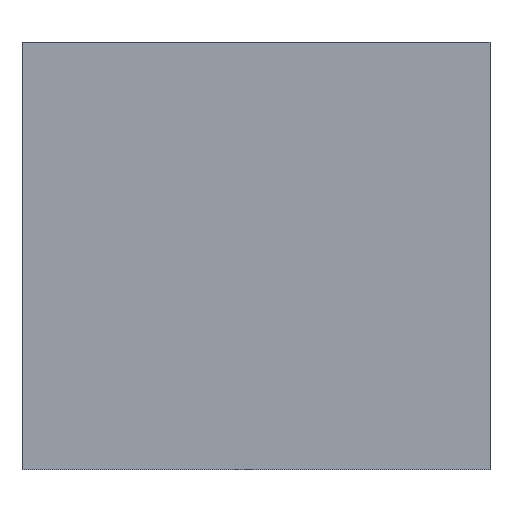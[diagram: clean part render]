
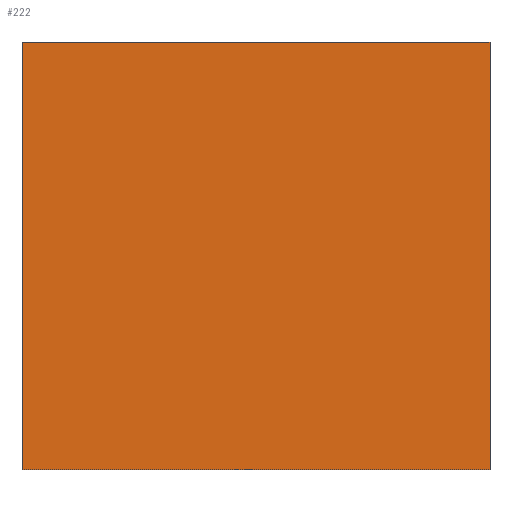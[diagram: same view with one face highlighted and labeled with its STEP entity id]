
A CAD part, front view. The second image highlights one B-rep face of the part: STEP entity #222.
In plain terms, the highlighted planar face has unit normal (0, -1, 0).
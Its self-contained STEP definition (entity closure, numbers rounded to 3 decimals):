
#1 = CARTESIAN_POINT ( 'NONE',  ( -13.131, -2., -12.002 ) ) ;
#12 = PLANE ( 'NONE',  #177 ) ;
#39 = ORIENTED_EDGE ( 'NONE', *, *, #336, .F. ) ;
#46 = DIRECTION ( 'NONE',  ( 1., 0., 0. ) ) ;
#62 = LINE ( 'NONE', #201, #180 ) ;
#91 = EDGE_CURVE ( 'NONE', #160, #247, #294, .T. ) ;
#120 = ORIENTED_EDGE ( 'NONE', *, *, #261, .F. ) ;
#126 = LINE ( 'NONE', #232, #404 ) ;
#131 = DIRECTION ( 'NONE',  ( 0., 0., 1. ) ) ;
#134 = DIRECTION ( 'NONE',  ( 0., 1., 0. ) ) ;
#137 = VERTEX_POINT ( 'NONE', #338 ) ;
#160 = VERTEX_POINT ( 'NONE', #363 ) ;
#168 = CARTESIAN_POINT ( 'NONE',  ( -13.131, -2., -12.002 ) ) ;
#171 = ORIENTED_EDGE ( 'NONE', *, *, #186, .F. ) ;
#177 = AXIS2_PLACEMENT_3D ( 'NONE', #304, #134, #131 ) ;
#180 = VECTOR ( 'NONE', #46, 1000. ) ;
#186 = EDGE_CURVE ( 'NONE', #382, #137, #62, .T. ) ;
#201 = CARTESIAN_POINT ( 'NONE',  ( -13.131, -2., 12.002 ) ) ;
#210 = CARTESIAN_POINT ( 'NONE',  ( -13.131, -2., 12.002 ) ) ;
#222 = ADVANCED_FACE ( 'NONE', ( #311 ), #12, .F. ) ;
#232 = CARTESIAN_POINT ( 'NONE',  ( 13.131, -2., -12.002 ) ) ;
#235 = VECTOR ( 'NONE', #364, 1000. ) ;
#247 = VERTEX_POINT ( 'NONE', #168 ) ;
#254 = DIRECTION ( 'NONE',  ( -1., 0., 0. ) ) ;
#261 = EDGE_CURVE ( 'NONE', #247, #382, #359, .T. ) ;
#279 = EDGE_LOOP ( 'NONE', ( #120, #380, #39, #171 ) ) ;
#294 = LINE ( 'NONE', #1, #332 ) ;
#304 = CARTESIAN_POINT ( 'NONE',  ( 0., -2., 0. ) ) ;
#311 = FACE_OUTER_BOUND ( 'NONE', #279, .T. ) ;
#332 = VECTOR ( 'NONE', #254, 1000. ) ;
#336 = EDGE_CURVE ( 'NONE', #137, #160, #126, .T. ) ;
#338 = CARTESIAN_POINT ( 'NONE',  ( 13.131, -2., 12.002 ) ) ;
#339 = DIRECTION ( 'NONE',  ( 0., 0., -1. ) ) ;
#359 = LINE ( 'NONE', #403, #235 ) ;
#363 = CARTESIAN_POINT ( 'NONE',  ( 13.131, -2., -12.002 ) ) ;
#364 = DIRECTION ( 'NONE',  ( 0., 0., 1. ) ) ;
#380 = ORIENTED_EDGE ( 'NONE', *, *, #91, .F. ) ;
#382 = VERTEX_POINT ( 'NONE', #210 ) ;
#403 = CARTESIAN_POINT ( 'NONE',  ( -13.131, -2., -12.002 ) ) ;
#404 = VECTOR ( 'NONE', #339, 1000. ) ;
